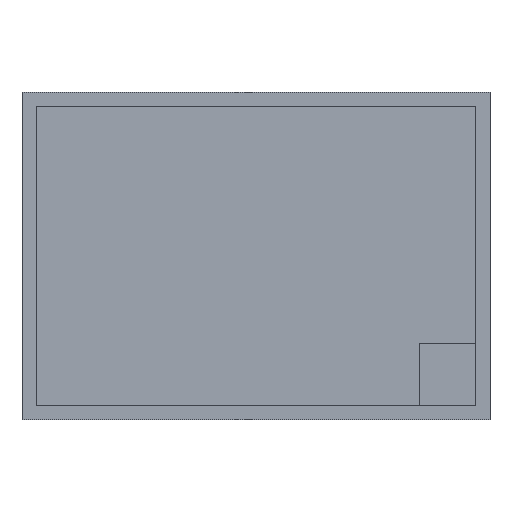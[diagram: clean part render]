
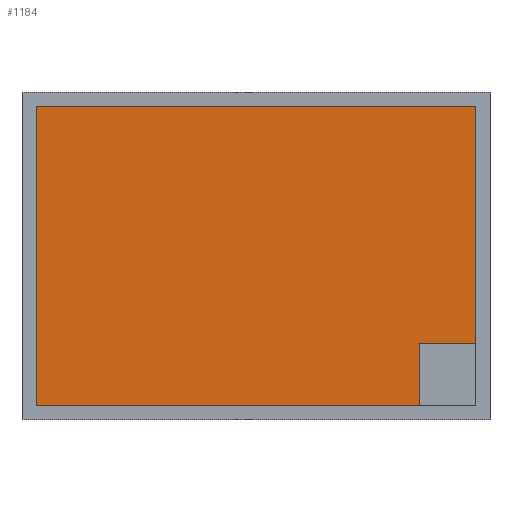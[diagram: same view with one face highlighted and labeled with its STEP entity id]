
A CAD part, top view. The second image highlights one B-rep face of the part: STEP entity #1184.
In plain terms, the highlighted planar face has unit normal (0, 0, 1).
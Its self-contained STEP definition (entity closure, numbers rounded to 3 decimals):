
#84=FACE_OUTER_BOUND('',#154,.T.);
#154=EDGE_LOOP('',(#1019,#1020,#1021,#1022,#1023,#1024));
#179=LINE('',#1561,#339);
#188=LINE('',#1578,#348);
#198=LINE('',#1598,#358);
#307=LINE('',#1817,#467);
#310=LINE('',#1824,#470);
#313=LINE('',#1829,#473);
#339=VECTOR('',#1274,10.);
#348=VECTOR('',#1289,10.);
#358=VECTOR('',#1305,10.);
#467=VECTOR('',#1492,10.);
#470=VECTOR('',#1499,10.);
#473=VECTOR('',#1504,10.);
#497=VERTEX_POINT('',#1558);
#498=VERTEX_POINT('',#1560);
#503=VERTEX_POINT('',#1577);
#510=VERTEX_POINT('',#1597);
#581=VERTEX_POINT('',#1815);
#583=VERTEX_POINT('',#1823);
#605=EDGE_CURVE('',#498,#497,#179,.T.);
#614=EDGE_CURVE('',#503,#498,#188,.T.);
#624=EDGE_CURVE('',#503,#510,#198,.T.);
#733=EDGE_CURVE('',#581,#497,#307,.T.);
#736=EDGE_CURVE('',#510,#583,#310,.T.);
#739=EDGE_CURVE('',#583,#581,#313,.T.);
#1019=ORIENTED_EDGE('',*,*,#605,.T.);
#1020=ORIENTED_EDGE('',*,*,#733,.F.);
#1021=ORIENTED_EDGE('',*,*,#739,.F.);
#1022=ORIENTED_EDGE('',*,*,#736,.F.);
#1023=ORIENTED_EDGE('',*,*,#624,.F.);
#1024=ORIENTED_EDGE('',*,*,#614,.T.);
#1125=PLANE('',#1245);
#1184=ADVANCED_FACE('',(#84),#1125,.T.);
#1245=AXIS2_PLACEMENT_3D('',#1831,#1506,#1507);
#1274=DIRECTION('',(1.,0.,0.));
#1289=DIRECTION('',(0.,1.,0.));
#1305=DIRECTION('',(-1.,0.,0.));
#1492=DIRECTION('',(0.,-1.,0.));
#1499=DIRECTION('',(0.,1.,0.));
#1504=DIRECTION('',(1.,0.,0.));
#1506=DIRECTION('center_axis',(0.,0.,1.));
#1507=DIRECTION('ref_axis',(1.,0.,0.));
#1558=CARTESIAN_POINT('',(-3.,-33.602,3.));
#1560=CARTESIAN_POINT('',(-15.,-33.602,3.));
#1561=CARTESIAN_POINT('',(-25.,-33.602,3.));
#1577=CARTESIAN_POINT('',(-15.,-47.,3.));
#1578=CARTESIAN_POINT('',(-15.,-27.815,3.));
#1597=CARTESIAN_POINT('',(-97.,-47.,3.));
#1598=CARTESIAN_POINT('',(-75.,-47.,3.));
#1815=CARTESIAN_POINT('',(-3.,17.,3.));
#1817=CARTESIAN_POINT('',(-3.,-32.5,3.));
#1823=CARTESIAN_POINT('',(-97.,17.,3.));
#1824=CARTESIAN_POINT('',(-97.,2.5,3.));
#1829=CARTESIAN_POINT('',(-25.,17.,3.));
#1831=CARTESIAN_POINT('Origin',(-50.,-15.,3.));
